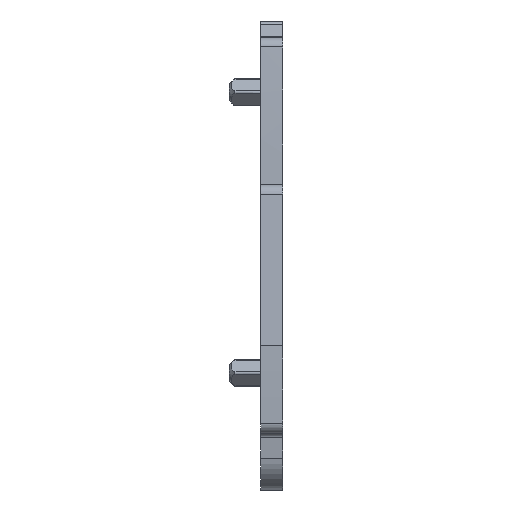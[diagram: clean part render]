
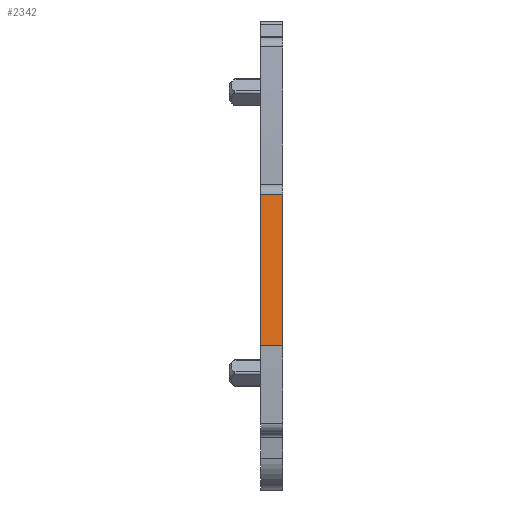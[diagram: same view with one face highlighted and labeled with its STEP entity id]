
A CAD part, front view. The second image highlights one B-rep face of the part: STEP entity #2342.
In plain terms, the highlighted planar face has unit normal (0, -0.996, 0.087).
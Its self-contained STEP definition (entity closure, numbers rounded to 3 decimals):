
#2329=AXIS2_PLACEMENT_3D('Plane Axis2P3D',#2326,#2327,#2328) ;
#189=CARTESIAN_POINT('Vertex',(3.,0.047,13.763)) ;
#192=CARTESIAN_POINT('Line Origine',(3.,0.678,20.975)) ;
#196=CARTESIAN_POINT('Vertex',(3.,1.309,28.187)) ;
#1768=CARTESIAN_POINT('Vertex',(5.1,1.309,28.187)) ;
#1771=CARTESIAN_POINT('Line Origine',(5.1,0.678,20.975)) ;
#1775=CARTESIAN_POINT('Vertex',(5.1,0.047,13.763)) ;
#2313=CARTESIAN_POINT('Line Origine',(4.66,0.047,13.763)) ;
#2326=CARTESIAN_POINT('Axis2P3D Location',(3.,1.309,28.187)) ;
#2331=CARTESIAN_POINT('Line Origine',(4.05,1.309,28.187)) ;
#193=DIRECTION('Vector Direction',(0.,-0.087,-0.996)) ;
#1772=DIRECTION('Vector Direction',(0.,-0.087,-0.996)) ;
#2314=DIRECTION('Vector Direction',(1.,0.,0.)) ;
#2327=DIRECTION('Axis2P3D Direction',(0.,-0.996,0.087)) ;
#2328=DIRECTION('Axis2P3D XDirection',(0.,-0.087,-0.996)) ;
#2332=DIRECTION('Vector Direction',(1.,0.,0.)) ;
#194=VECTOR('Line Direction',#193,1.) ;
#1773=VECTOR('Line Direction',#1772,1.) ;
#2315=VECTOR('Line Direction',#2314,1.) ;
#2333=VECTOR('Line Direction',#2332,1.) ;
#2337=ORIENTED_EDGE('',*,*,#2335,.F.) ;
#2338=ORIENTED_EDGE('',*,*,#198,.T.) ;
#2339=ORIENTED_EDGE('',*,*,#2317,.T.) ;
#2340=ORIENTED_EDGE('',*,*,#1777,.F.) ;
#2342=ADVANCED_FACE('PartBody',(#2341),#2330,.T.) ;
#198=EDGE_CURVE('',#197,#190,#195,.T.) ;
#1777=EDGE_CURVE('',#1769,#1776,#1774,.T.) ;
#2317=EDGE_CURVE('',#190,#1776,#2316,.T.) ;
#2335=EDGE_CURVE('',#197,#1769,#2334,.T.) ;
#2336=EDGE_LOOP('',(#2337,#2338,#2339,#2340)) ;
#2341=FACE_OUTER_BOUND('',#2336,.T.) ;
#195=LINE('Line',#192,#194) ;
#1774=LINE('Line',#1771,#1773) ;
#2316=LINE('Line',#2313,#2315) ;
#2334=LINE('Line',#2331,#2333) ;
#2330=PLANE('',#2329) ;
#190=VERTEX_POINT('',#189) ;
#197=VERTEX_POINT('',#196) ;
#1769=VERTEX_POINT('',#1768) ;
#1776=VERTEX_POINT('',#1775) ;
